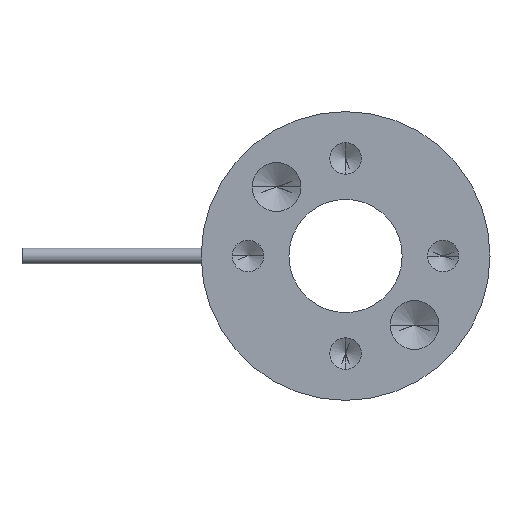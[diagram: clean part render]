
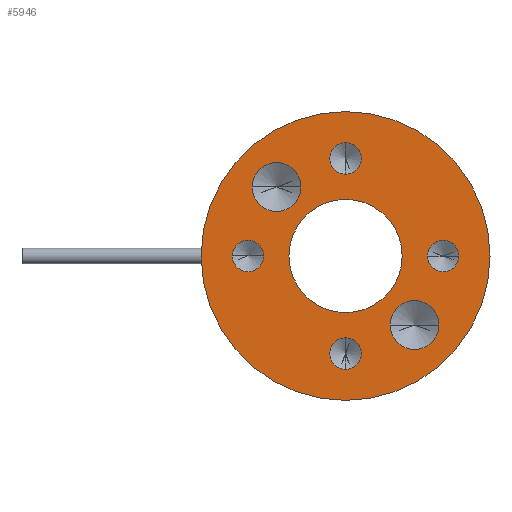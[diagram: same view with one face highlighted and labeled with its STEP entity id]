
A CAD part, left-side view. The second image highlights one B-rep face of the part: STEP entity #5946.
In plain terms, the highlighted face is planar.
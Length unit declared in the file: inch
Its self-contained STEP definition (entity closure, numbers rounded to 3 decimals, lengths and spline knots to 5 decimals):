
#234=CARTESIAN_POINT('',(4.76901,4.50828,0.0));
#235=VERTEX_POINT('',#234);
#244=CARTESIAN_POINT('',(6.24901,4.50828,0.));
#245=VERTEX_POINT('',#244);
#246=CARTESIAN_POINT('',(5.50901,4.50828,0.0));
#247=DIRECTION('',(0.0,1.0,0.0));
#248=DIRECTION('',(-1.0,0.0,0.0));
#249=AXIS2_PLACEMENT_3D('',#246,#247,#248);
#250=CIRCLE('',#249,0.74);
#251=EDGE_CURVE('',#245,#235,#250,.T.);
#556=CARTESIAN_POINT('',(5.50901,4.50828,-0.29));
#557=VERTEX_POINT('',#556);
#573=CARTESIAN_POINT('',(5.50901,4.50828,0.29));
#574=VERTEX_POINT('',#573);
#581=CARTESIAN_POINT('',(5.50901,4.50828,0.0));
#582=DIRECTION('',(0.0,-1.0,0.0));
#583=DIRECTION('',(0.0,0.0,-1.0));
#584=AXIS2_PLACEMENT_3D('',#581,#582,#583);
#585=CIRCLE('',#584,0.29);
#586=EDGE_CURVE('',#557,#574,#585,.T.);
#986=CARTESIAN_POINT('',(5.50901,4.50828,0.5805));
#987=VERTEX_POINT('',#986);
#996=CARTESIAN_POINT('',(5.50901,4.50828,0.4195));
#997=VERTEX_POINT('',#996);
#998=CARTESIAN_POINT('',(5.50901,4.50828,0.5));
#999=DIRECTION('',(0.0,-1.0,0.0));
#1000=DIRECTION('',(0.0,0.0,1.0));
#1001=AXIS2_PLACEMENT_3D('',#998,#999,#1000);
#1002=CIRCLE('',#1001,0.0805);
#1003=EDGE_CURVE('',#997,#987,#1002,.T.);
#1051=CARTESIAN_POINT('',(5.15541,4.50828,0.4786));
#1052=VERTEX_POINT('',#1051);
#1061=CARTESIAN_POINT('',(5.15541,4.50828,0.2286));
#1062=VERTEX_POINT('',#1061);
#1063=CARTESIAN_POINT('',(5.15541,4.50828,0.3536));
#1064=DIRECTION('',(0.0,-1.0,0.0));
#1065=DIRECTION('',(0.0,0.0,1.0));
#1066=AXIS2_PLACEMENT_3D('',#1063,#1064,#1065);
#1067=CIRCLE('',#1066,0.125);
#1068=EDGE_CURVE('',#1062,#1052,#1067,.T.);
#1116=CARTESIAN_POINT('',(5.86261,4.50828,-0.4786));
#1117=VERTEX_POINT('',#1116);
#1126=CARTESIAN_POINT('',(5.86261,4.50828,-0.2286));
#1127=VERTEX_POINT('',#1126);
#1128=CARTESIAN_POINT('',(5.86261,4.50828,-0.3536));
#1129=DIRECTION('',(0.0,-1.0,0.0));
#1130=DIRECTION('',(0.0,0.0,-1.0));
#1131=AXIS2_PLACEMENT_3D('',#1128,#1129,#1130);
#1132=CIRCLE('',#1131,0.125);
#1133=EDGE_CURVE('',#1127,#1117,#1132,.T.);
#1181=CARTESIAN_POINT('',(4.92851,4.50828,0.));
#1182=VERTEX_POINT('',#1181);
#1191=CARTESIAN_POINT('',(5.08951,4.50828,0.));
#1192=VERTEX_POINT('',#1191);
#1193=CARTESIAN_POINT('',(5.00901,4.50828,0.));
#1194=DIRECTION('',(0.0,-1.0,0.0));
#1195=DIRECTION('',(-1.0,0.0,0.0));
#1196=AXIS2_PLACEMENT_3D('',#1193,#1194,#1195);
#1197=CIRCLE('',#1196,0.0805);
#1198=EDGE_CURVE('',#1192,#1182,#1197,.T.);
#1246=CARTESIAN_POINT('',(5.50901,4.50828,-0.5805));
#1247=VERTEX_POINT('',#1246);
#1256=CARTESIAN_POINT('',(5.50901,4.50828,-0.4195));
#1257=VERTEX_POINT('',#1256);
#1258=CARTESIAN_POINT('',(5.50901,4.50828,-0.5));
#1259=DIRECTION('',(0.0,-1.0,0.0));
#1260=DIRECTION('',(0.0,0.0,-1.0));
#1261=AXIS2_PLACEMENT_3D('',#1258,#1259,#1260);
#1262=CIRCLE('',#1261,0.0805);
#1263=EDGE_CURVE('',#1257,#1247,#1262,.T.);
#1311=CARTESIAN_POINT('',(6.08951,4.50828,0.));
#1312=VERTEX_POINT('',#1311);
#1321=CARTESIAN_POINT('',(5.92851,4.50828,0.));
#1322=VERTEX_POINT('',#1321);
#1323=CARTESIAN_POINT('',(6.00901,4.50828,0.));
#1324=DIRECTION('',(0.0,-1.0,0.0));
#1325=DIRECTION('',(1.0,0.0,0.0));
#1326=AXIS2_PLACEMENT_3D('',#1323,#1324,#1325);
#1327=CIRCLE('',#1326,0.0805);
#1328=EDGE_CURVE('',#1322,#1312,#1327,.T.);
#5304=CARTESIAN_POINT('',(6.00901,4.50828,0.));
#5305=DIRECTION('',(0.0,-1.0,0.0));
#5306=DIRECTION('',(1.0,0.0,0.0));
#5307=AXIS2_PLACEMENT_3D('',#5304,#5305,#5306);
#5308=CIRCLE('',#5307,0.0805);
#5309=EDGE_CURVE('',#1312,#1322,#5308,.T.);
#5339=CARTESIAN_POINT('',(5.50901,4.50828,-0.5));
#5340=DIRECTION('',(0.0,-1.0,0.0));
#5341=DIRECTION('',(0.0,0.0,-1.0));
#5342=AXIS2_PLACEMENT_3D('',#5339,#5340,#5341);
#5343=CIRCLE('',#5342,0.0805);
#5344=EDGE_CURVE('',#1247,#1257,#5343,.T.);
#5374=CARTESIAN_POINT('',(5.00901,4.50828,0.));
#5375=DIRECTION('',(0.0,-1.0,0.0));
#5376=DIRECTION('',(-1.0,0.0,0.0));
#5377=AXIS2_PLACEMENT_3D('',#5374,#5375,#5376);
#5378=CIRCLE('',#5377,0.0805);
#5379=EDGE_CURVE('',#1182,#1192,#5378,.T.);
#5409=CARTESIAN_POINT('',(5.86261,4.50828,-0.3536));
#5410=DIRECTION('',(0.0,-1.0,0.0));
#5411=DIRECTION('',(0.0,0.0,-1.0));
#5412=AXIS2_PLACEMENT_3D('',#5409,#5410,#5411);
#5413=CIRCLE('',#5412,0.125);
#5414=EDGE_CURVE('',#1117,#1127,#5413,.T.);
#5444=CARTESIAN_POINT('',(5.15541,4.50828,0.3536));
#5445=DIRECTION('',(0.0,-1.0,0.0));
#5446=DIRECTION('',(0.0,0.0,1.0));
#5447=AXIS2_PLACEMENT_3D('',#5444,#5445,#5446);
#5448=CIRCLE('',#5447,0.125);
#5449=EDGE_CURVE('',#1052,#1062,#5448,.T.);
#5479=CARTESIAN_POINT('',(5.50901,4.50828,0.5));
#5480=DIRECTION('',(0.0,-1.0,0.0));
#5481=DIRECTION('',(0.0,0.0,1.0));
#5482=AXIS2_PLACEMENT_3D('',#5479,#5480,#5481);
#5483=CIRCLE('',#5482,0.0805);
#5484=EDGE_CURVE('',#987,#997,#5483,.T.);
#5705=CARTESIAN_POINT('',(5.50901,4.50828,0.0));
#5706=DIRECTION('',(0.0,-1.0,0.0));
#5707=DIRECTION('',(0.0,0.0,-1.0));
#5708=AXIS2_PLACEMENT_3D('',#5705,#5706,#5707);
#5709=CIRCLE('',#5708,0.29);
#5710=EDGE_CURVE('',#574,#557,#5709,.T.);
#5899=CARTESIAN_POINT('',(5.50901,4.50828,0.0));
#5900=DIRECTION('',(0.0,1.0,0.0));
#5901=DIRECTION('',(-1.0,0.0,0.0));
#5902=AXIS2_PLACEMENT_3D('',#5899,#5900,#5901);
#5903=CIRCLE('',#5902,0.74);
#5904=EDGE_CURVE('',#235,#245,#5903,.T.);
#5909=CARTESIAN_POINT('',(5.13901,4.50828,0.0));
#5910=DIRECTION('',(0.0,1.0,0.0));
#5911=DIRECTION('',(0.0,0.0,1.0));
#5912=AXIS2_PLACEMENT_3D('',#5909,#5910,#5911);
#5913=PLANE('',#5912);
#5914=ORIENTED_EDGE('',*,*,#5904,.T.);
#5915=ORIENTED_EDGE('',*,*,#251,.T.);
#5916=EDGE_LOOP('',(#5914,#5915));
#5917=FACE_OUTER_BOUND('',#5916,.T.);
#5918=ORIENTED_EDGE('',*,*,#5309,.T.);
#5919=ORIENTED_EDGE('',*,*,#1328,.T.);
#5920=EDGE_LOOP('',(#5918,#5919));
#5921=FACE_BOUND('',#5920,.T.);
#5922=ORIENTED_EDGE('',*,*,#5344,.T.);
#5923=ORIENTED_EDGE('',*,*,#1263,.T.);
#5924=EDGE_LOOP('',(#5922,#5923));
#5925=FACE_BOUND('',#5924,.T.);
#5926=ORIENTED_EDGE('',*,*,#5379,.T.);
#5927=ORIENTED_EDGE('',*,*,#1198,.T.);
#5928=EDGE_LOOP('',(#5926,#5927));
#5929=FACE_BOUND('',#5928,.T.);
#5930=ORIENTED_EDGE('',*,*,#5414,.T.);
#5931=ORIENTED_EDGE('',*,*,#1133,.T.);
#5932=EDGE_LOOP('',(#5930,#5931));
#5933=FACE_BOUND('',#5932,.T.);
#5934=ORIENTED_EDGE('',*,*,#5449,.T.);
#5935=ORIENTED_EDGE('',*,*,#1068,.T.);
#5936=EDGE_LOOP('',(#5934,#5935));
#5937=FACE_BOUND('',#5936,.T.);
#5938=ORIENTED_EDGE('',*,*,#5484,.T.);
#5939=ORIENTED_EDGE('',*,*,#1003,.T.);
#5940=EDGE_LOOP('',(#5938,#5939));
#5941=FACE_BOUND('',#5940,.T.);
#5942=ORIENTED_EDGE('',*,*,#5710,.T.);
#5943=ORIENTED_EDGE('',*,*,#586,.T.);
#5944=EDGE_LOOP('',(#5942,#5943));
#5945=FACE_BOUND('',#5944,.T.);
#5946=ADVANCED_FACE('',(#5917,#5921,#5925,#5929,#5933,#5937,#5941,#5945),#5913,.T.);
